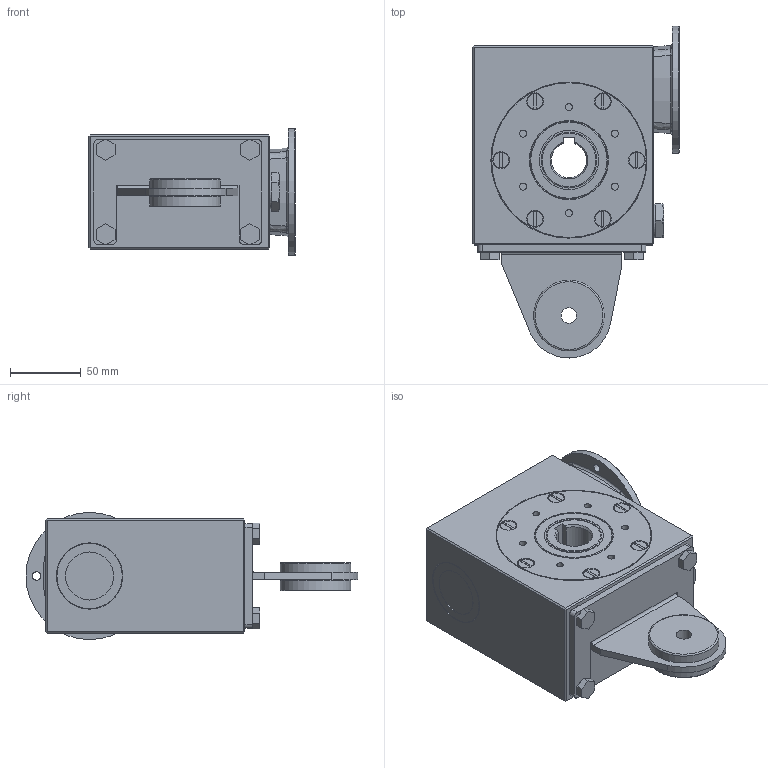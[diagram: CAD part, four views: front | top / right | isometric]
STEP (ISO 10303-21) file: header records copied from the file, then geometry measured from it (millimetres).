
FILE_DESCRIPTION( ( 'Unknown' ), '1' );
FILE_NAME( '3B6BD23F9811F9E0FA23F5F5388C8A.3d.stp', 'Unknown', ( 'Unknown' ), ( 'Unknown' ), 'PSStep 10.1', 'Unknown', ' ' );
FILE_SCHEMA( ( 'AUTOMOTIVE_DESIGN { 1 0 10303 214 1 1 1 1 }' ) );
Length unit declared in the file: millimetre
Products named in the file (1): I508800
Bounding box: 146 x 235 x 90 mm (x, y, z)
Volume: 1541942.3 mm3; surface area: 137354.5 mm2
Topology: 1 solids, 21 shells, 502 faces, 1130 edges, 727 vertices
Faces by surface type: plane 254, cylinder 123, cone 81, torus 36, bspline 8
Full cylindrical faces by diameter (mm): 4.917 x16, 6 x8, 6.411 x4, 6.5 x4, 9 x4, 10 x4, 10.106 x4, 10.5 x4, 11 x1, 12 x8, 12.1 x4, 14 x4, 14.1 x4, 14.5 x1, 14.95 x2, 16.4 x1, 22 x1, 24 x1, 30 x1, 34 x1, 39 x1, 39.5 x2, 40 x3, 40.1 x1, 40.2 x1, 42 x2, 43.8 x1, 46.246 x1, 47 x3, 50 x2
Entity records: 17114 total; most frequent: CARTESIAN_POINT 3135, DIRECTION 2180, ORIENTED_EDGE 1636, AXIS2_PLACEMENT_3D 917, EDGE_CURVE 818, EDGE_LOOP 784, FACE_OUTER_BOUND 630, VERTEX_POINT 608
